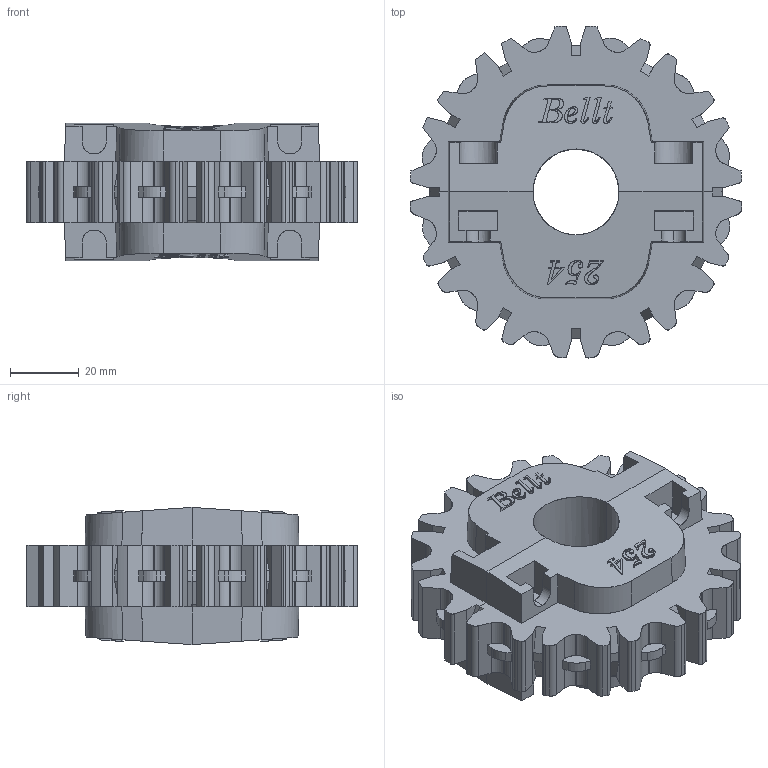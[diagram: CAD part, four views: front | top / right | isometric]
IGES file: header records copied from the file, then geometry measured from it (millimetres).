
Start section: SolidWorks IGES file using analytic representation for surfaces
Global section: file name: Bellt - 255107 - Roda Bipartida Z12.IGS; native system: SolidWorks 2024; preprocessor: SolidWorks 2024; author: User; date: 250925.164221; units: millimetre
Bounding box: 96.73 x 96.73 x 40 mm (x, y, z)
Surface area: 35007.8 mm2 (no closed solid volume)
Topology: 0 solids, 0 shells, 779 faces, 8592 edges, 8592 vertices
Faces by surface type: bspline 610, revolution 169
